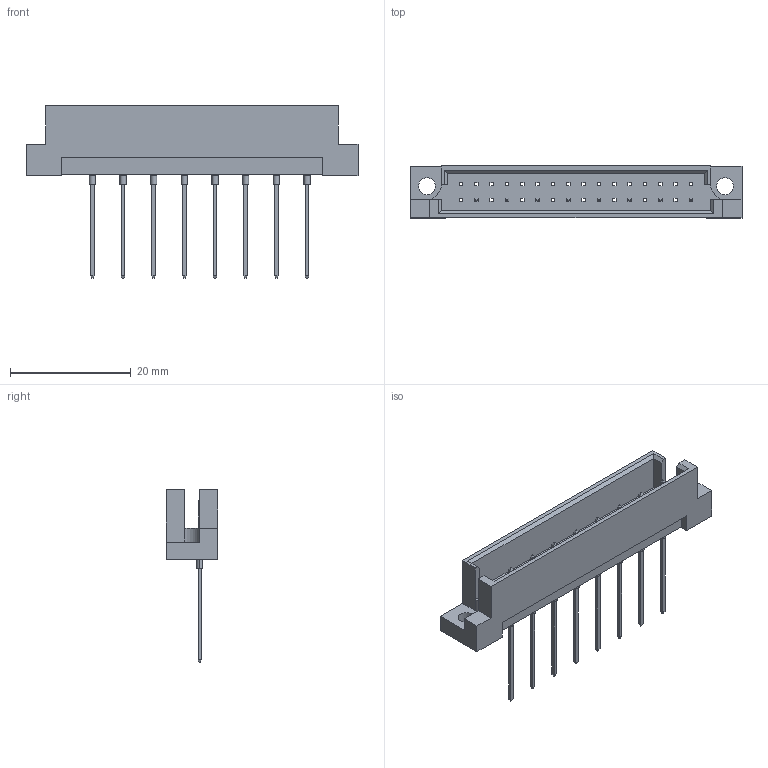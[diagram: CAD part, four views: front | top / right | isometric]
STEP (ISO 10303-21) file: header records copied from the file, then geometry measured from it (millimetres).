
FILE_DESCRIPTION (( 'STEP AP203' ), '1' );
FILE_NAME ('461-108-681-121.STEP', '2019-11-11T12:56:12', ( '' ), ( '' ), 'SwSTEP 2.0', 'SolidWorks 2020', '' );
FILE_SCHEMA (( 'CONFIG_CONTROL_DESIGN' ));
Length unit declared in the file: millimetre
Products named in the file (3): 461-290_81; 461-108-681-121; 461 Part_32
Assembly tree (9 placements, depth 2):
  461-108-681-121
    461 Part_32
    461-290_81  x8
Bounding box: 55 x 8.6 x 28.6 mm (x, y, z)
Volume: 2723.7 mm3; surface area: 3739 mm2
Topology: 9 solids, 9 shells, 352 faces, 878 edges, 560 vertices
Faces by surface type: plane 330, cylinder 22
Entity records: 6901 total; most frequent: CARTESIAN_POINT 1130, ORIENTED_EDGE 1112, DIRECTION 992, EDGE_CURVE 556, VECTOR 540, LINE 540, VERTEX_POINT 364, EDGE_LOOP 268
